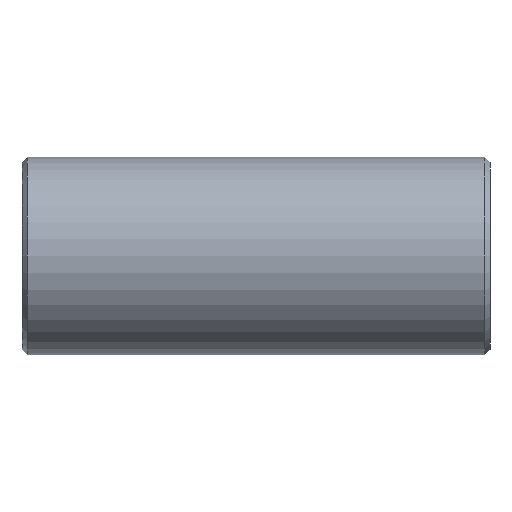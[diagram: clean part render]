
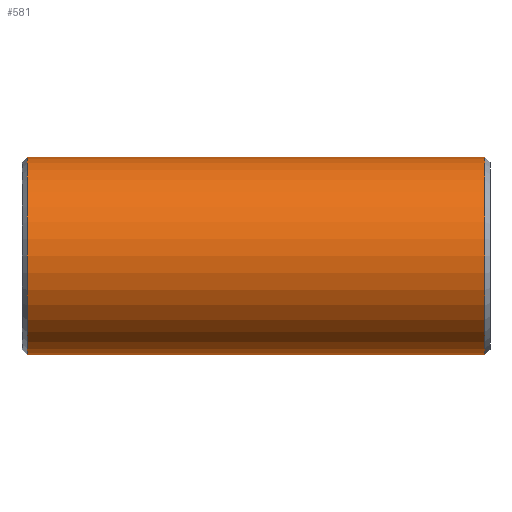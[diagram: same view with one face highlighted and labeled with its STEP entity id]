
A CAD part, front view. The second image highlights one B-rep face of the part: STEP entity #581.
In plain terms, the highlighted cylindrical face has radius 24.13 mm (diameter 48.26 mm), a partial arc.
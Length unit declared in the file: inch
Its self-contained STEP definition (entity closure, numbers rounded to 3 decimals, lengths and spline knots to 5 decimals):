
#6 = VERTEX_POINT ( 'NONE', #151 ) ;
#20 = CARTESIAN_POINT ( 'NONE',  ( 2.25, 0., 0.95 ) ) ;
#43 = CARTESIAN_POINT ( 'NONE',  ( -2.20167, 0., 0.95 ) ) ;
#69 = DIRECTION ( 'NONE',  ( -1., 0., 0. ) ) ;
#71 = DIRECTION ( 'NONE',  ( 0., 0., 1. ) ) ;
#126 = FACE_OUTER_BOUND ( 'NONE', #663, .T. ) ;
#128 = AXIS2_PLACEMENT_3D ( 'NONE', #487, #412, #306 ) ;
#151 = CARTESIAN_POINT ( 'NONE',  ( 2.20167, 0., -0.95 ) ) ;
#180 = CYLINDRICAL_SURFACE ( 'NONE', #660, 0.95 ) ;
#230 = VERTEX_POINT ( 'NONE', #325 ) ;
#233 = DIRECTION ( 'NONE',  ( 1., 0., 0. ) ) ;
#241 = CARTESIAN_POINT ( 'NONE',  ( 2.20167, 0., 0.95 ) ) ;
#278 = VECTOR ( 'NONE', #69, 39.37008 ) ;
#291 = VERTEX_POINT ( 'NONE', #43 ) ;
#306 = DIRECTION ( 'NONE',  ( 0., 0., -1. ) ) ;
#325 = CARTESIAN_POINT ( 'NONE',  ( -2.20167, 0., -0.95 ) ) ;
#343 = CARTESIAN_POINT ( 'NONE',  ( -2.20167, 0., 0. ) ) ;
#351 = ORIENTED_EDGE ( 'NONE', *, *, #477, .F. ) ;
#354 = DIRECTION ( 'NONE',  ( 0., 0., 1. ) ) ;
#383 = ORIENTED_EDGE ( 'NONE', *, *, #467, .T. ) ;
#412 = DIRECTION ( 'NONE',  ( -1., 0., 0. ) ) ;
#416 = DIRECTION ( 'NONE',  ( -1., 0., 0. ) ) ;
#460 = AXIS2_PLACEMENT_3D ( 'NONE', #343, #233, #354 ) ;
#465 = VERTEX_POINT ( 'NONE', #241 ) ;
#467 = EDGE_CURVE ( 'NONE', #291, #230, #675, .T. ) ;
#473 = LINE ( 'NONE', #709, #278 ) ;
#477 = EDGE_CURVE ( 'NONE', #6, #230, #473, .T. ) ;
#487 = CARTESIAN_POINT ( 'NONE',  ( 2.20167, 0., 0. ) ) ;
#505 = ORIENTED_EDGE ( 'NONE', *, *, #604, .T. ) ;
#538 = LINE ( 'NONE', #20, #594 ) ;
#539 = EDGE_CURVE ( 'NONE', #6, #465, #574, .T. ) ;
#574 = CIRCLE ( 'NONE', #128, 0.95 ) ;
#581 = ADVANCED_FACE ( 'NONE', ( #126 ), #180, .T. ) ;
#594 = VECTOR ( 'NONE', #737, 39.37008 ) ;
#604 = EDGE_CURVE ( 'NONE', #465, #291, #538, .T. ) ;
#633 = ORIENTED_EDGE ( 'NONE', *, *, #539, .T. ) ;
#660 = AXIS2_PLACEMENT_3D ( 'NONE', #713, #416, #71 ) ;
#663 = EDGE_LOOP ( 'NONE', ( #351, #633, #505, #383 ) ) ;
#675 = CIRCLE ( 'NONE', #460, 0.95 ) ;
#709 = CARTESIAN_POINT ( 'NONE',  ( 2.25, 0., -0.95 ) ) ;
#713 = CARTESIAN_POINT ( 'NONE',  ( 2.25, 0., 0. ) ) ;
#737 = DIRECTION ( 'NONE',  ( -1., 0., 0. ) ) ;
